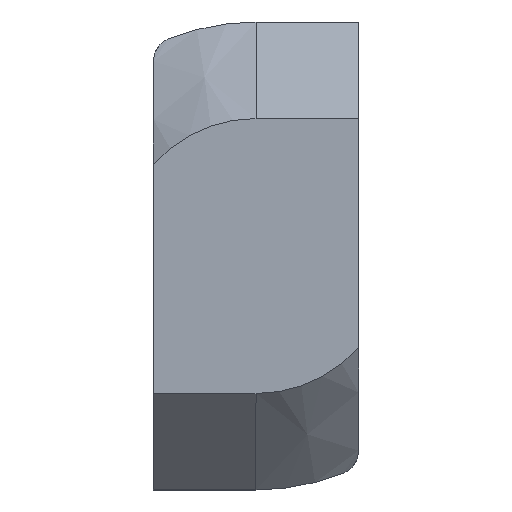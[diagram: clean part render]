
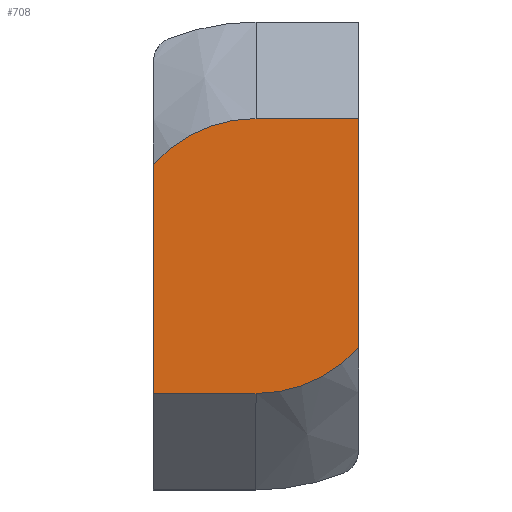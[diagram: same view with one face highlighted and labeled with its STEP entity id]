
A CAD part, front view. The second image highlights one B-rep face of the part: STEP entity #708.
In plain terms, the highlighted planar face has unit normal (0, -1, 0).
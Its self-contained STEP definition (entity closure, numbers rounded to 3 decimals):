
#5 = CARTESIAN_POINT ( 'NONE',  ( 0., 0., 5.7 ) ) ;
#26 = CIRCLE ( 'NONE', #57, 5.7 ) ;
#34 = DIRECTION ( 'NONE',  ( 0., 1., 0. ) ) ;
#38 = DIRECTION ( 'NONE',  ( 0., 0., 1. ) ) ;
#57 = AXIS2_PLACEMENT_3D ( 'NONE', #1023, #292, #275 ) ;
#66 = EDGE_CURVE ( 'NONE', #709, #424, #26, .T. ) ;
#85 = ORIENTED_EDGE ( 'NONE', *, *, #505, .F. ) ;
#89 = VERTEX_POINT ( 'NONE', #516 ) ;
#117 = CARTESIAN_POINT ( 'NONE',  ( 0., 0., 0. ) ) ;
#124 = CARTESIAN_POINT ( 'NONE',  ( -4.25, 0., -5.7 ) ) ;
#134 = DIRECTION ( 'NONE',  ( 0., 0., -1. ) ) ;
#163 = CARTESIAN_POINT ( 'NONE',  ( 0., 0., 0. ) ) ;
#169 = ORIENTED_EDGE ( 'NONE', *, *, #66, .F. ) ;
#195 = ORIENTED_EDGE ( 'NONE', *, *, #392, .F. ) ;
#203 = VECTOR ( 'NONE', #788, 1000. ) ;
#208 = ORIENTED_EDGE ( 'NONE', *, *, #650, .F. ) ;
#209 = CARTESIAN_POINT ( 'NONE',  ( -4.25, 0., 8.07 ) ) ;
#213 = LINE ( 'NONE', #1044, #466 ) ;
#220 = VERTEX_POINT ( 'NONE', #124 ) ;
#237 = LINE ( 'NONE', #457, #842 ) ;
#260 = DIRECTION ( 'NONE',  ( 1., 0., 0. ) ) ;
#275 = DIRECTION ( 'NONE',  ( 0., 0., 1. ) ) ;
#281 = FACE_OUTER_BOUND ( 'NONE', #836, .T. ) ;
#292 = DIRECTION ( 'NONE',  ( 0., 1., 0. ) ) ;
#305 = DIRECTION ( 'NONE',  ( -1., 0., 0. ) ) ;
#311 = ORIENTED_EDGE ( 'NONE', *, *, #658, .F. ) ;
#392 = EDGE_CURVE ( 'NONE', #424, #428, #968, .T. ) ;
#424 = VERTEX_POINT ( 'NONE', #5 ) ;
#428 = VERTEX_POINT ( 'NONE', #680 ) ;
#455 = VERTEX_POINT ( 'NONE', #508 ) ;
#457 = CARTESIAN_POINT ( 'NONE',  ( 0., 0., -5.7 ) ) ;
#466 = VECTOR ( 'NONE', #134, 1000. ) ;
#474 = CIRCLE ( 'NONE', #873, 5.7 ) ;
#478 = CARTESIAN_POINT ( 'NONE',  ( -4.25, 0., 3.798 ) ) ;
#505 = EDGE_CURVE ( 'NONE', #89, #455, #474, .T. ) ;
#508 = CARTESIAN_POINT ( 'NONE',  ( 0., 0., -5.7 ) ) ;
#516 = CARTESIAN_POINT ( 'NONE',  ( 4.25, 0., -3.798 ) ) ;
#571 = CARTESIAN_POINT ( 'NONE',  ( 0., 0., 5.7 ) ) ;
#650 = EDGE_CURVE ( 'NONE', #455, #220, #237, .T. ) ;
#654 = DIRECTION ( 'NONE',  ( 0., 1., 0. ) ) ;
#658 = EDGE_CURVE ( 'NONE', #220, #709, #998, .T. ) ;
#673 = EDGE_CURVE ( 'NONE', #428, #89, #213, .T. ) ;
#680 = CARTESIAN_POINT ( 'NONE',  ( 4.25, 0., 5.7 ) ) ;
#708 = ADVANCED_FACE ( 'NONE', ( #281 ), #1064, .F. ) ;
#709 = VERTEX_POINT ( 'NONE', #478 ) ;
#788 = DIRECTION ( 'NONE',  ( 0., 0., 1. ) ) ;
#799 = AXIS2_PLACEMENT_3D ( 'NONE', #163, #654, #1068 ) ;
#832 = VECTOR ( 'NONE', #260, 1000. ) ;
#836 = EDGE_LOOP ( 'NONE', ( #195, #169, #311, #208, #85, #1048 ) ) ;
#842 = VECTOR ( 'NONE', #305, 1000. ) ;
#873 = AXIS2_PLACEMENT_3D ( 'NONE', #117, #34, #38 ) ;
#968 = LINE ( 'NONE', #571, #832 ) ;
#998 = LINE ( 'NONE', #209, #203 ) ;
#1023 = CARTESIAN_POINT ( 'NONE',  ( 0., 0., 0. ) ) ;
#1044 = CARTESIAN_POINT ( 'NONE',  ( 4.25, 0., -8.07 ) ) ;
#1048 = ORIENTED_EDGE ( 'NONE', *, *, #673, .F. ) ;
#1064 = PLANE ( 'NONE',  #799 ) ;
#1068 = DIRECTION ( 'NONE',  ( 0., 0., 1. ) ) ;
